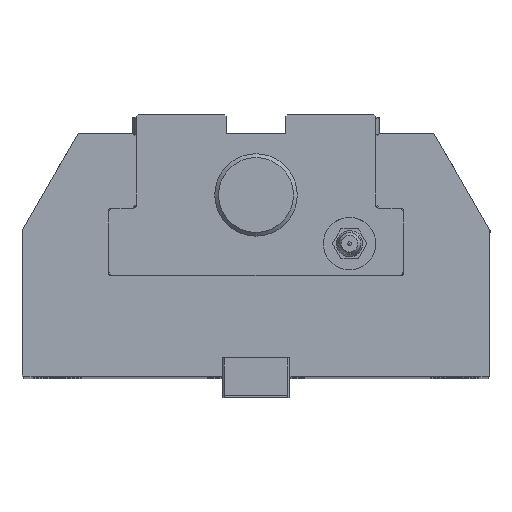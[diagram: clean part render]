
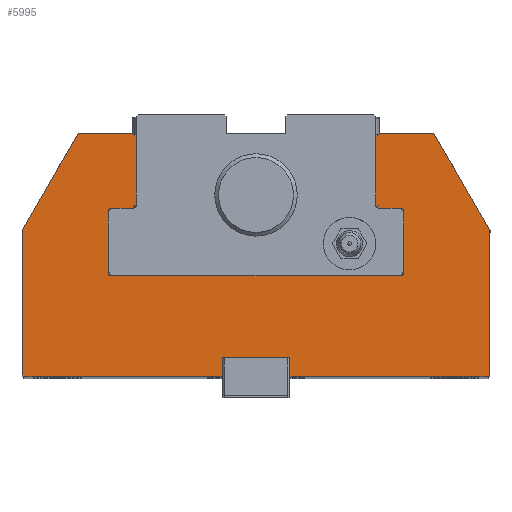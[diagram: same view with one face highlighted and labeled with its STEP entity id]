
A CAD part, top view. The second image highlights one B-rep face of the part: STEP entity #5995.
In plain terms, the highlighted planar face has unit normal (0, 0, 1).
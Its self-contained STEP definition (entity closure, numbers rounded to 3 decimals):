
#196=PLANE('',#6561);
#493=FACE_OUTER_BOUND('',#821,.T.);
#821=EDGE_LOOP('',(#4606,#4607,#4608,#4609,#4610,#4611,#4612,#4613,#4614,
#4615,#4616,#4617,#4618,#4619,#4620,#4621,#4622,#4623,#4624,#4625,#4626,
#4627,#4628,#4629,#4630,#4631,#4632,#4633,#4634,#4635));
#1114=LINE('',#9059,#1706);
#1123=LINE('',#9078,#1715);
#1133=LINE('',#9099,#1725);
#1214=LINE('',#9330,#1806);
#1223=LINE('',#9349,#1815);
#1226=LINE('',#9355,#1818);
#1229=LINE('',#9361,#1821);
#1232=LINE('',#9369,#1824);
#1242=LINE('',#9406,#1834);
#1245=LINE('',#9412,#1837);
#1248=LINE('',#9418,#1840);
#1251=LINE('',#9424,#1843);
#1267=LINE('',#9463,#1859);
#1271=LINE('',#9469,#1863);
#1278=LINE('',#9489,#1870);
#1282=LINE('',#9501,#1874);
#1285=LINE('',#9508,#1877);
#1289=LINE('',#9514,#1881);
#1297=LINE('',#9530,#1889);
#1316=LINE('',#9586,#1908);
#1334=LINE('',#9638,#1926);
#1335=LINE('',#9642,#1927);
#1336=LINE('',#9643,#1928);
#1337=LINE('',#9645,#1929);
#1338=LINE('',#9647,#1930);
#1339=LINE('',#9648,#1931);
#1706=VECTOR('',#7220,1000.);
#1715=VECTOR('',#7233,1000.);
#1725=VECTOR('',#7249,1000.);
#1806=VECTOR('',#7406,1000.);
#1815=VECTOR('',#7419,1000.);
#1818=VECTOR('',#7424,1000.);
#1821=VECTOR('',#7429,1000.);
#1824=VECTOR('',#7436,1000.);
#1834=VECTOR('',#7462,1000.);
#1837=VECTOR('',#7467,1000.);
#1840=VECTOR('',#7472,1000.);
#1843=VECTOR('',#7477,1000.);
#1859=VECTOR('',#7515,1000.);
#1863=VECTOR('',#7521,1000.);
#1870=VECTOR('',#7540,1000.);
#1874=VECTOR('',#7548,1000.);
#1877=VECTOR('',#7553,1000.);
#1881=VECTOR('',#7559,1000.);
#1889=VECTOR('',#7575,1000.);
#1908=VECTOR('',#7614,1000.);
#1926=VECTOR('',#7658,1000.);
#1927=VECTOR('',#7661,1000.);
#1928=VECTOR('',#7662,1000.);
#1929=VECTOR('',#7663,1000.);
#1930=VECTOR('',#7664,1000.);
#1931=VECTOR('',#7665,1000.);
#2337=CIRCLE('',#6455,0.8);
#2358=CIRCLE('',#6507,0.8);
#2364=CIRCLE('',#6545,0.8);
#2366=CIRCLE('',#6549,0.8);
#2637=VERTEX_POINT('',#9056);
#2638=VERTEX_POINT('',#9058);
#2645=VERTEX_POINT('',#9075);
#2646=VERTEX_POINT('',#9077);
#2651=VERTEX_POINT('',#9089);
#2654=VERTEX_POINT('',#9097);
#2733=VERTEX_POINT('',#9327);
#2734=VERTEX_POINT('',#9329);
#2739=VERTEX_POINT('',#9342);
#2742=VERTEX_POINT('',#9347);
#2744=VERTEX_POINT('',#9353);
#2746=VERTEX_POINT('',#9359);
#2749=VERTEX_POINT('',#9367);
#2756=VERTEX_POINT('',#9398);
#2758=VERTEX_POINT('',#9404);
#2760=VERTEX_POINT('',#9410);
#2762=VERTEX_POINT('',#9416);
#2764=VERTEX_POINT('',#9422);
#2776=VERTEX_POINT('',#9462);
#2777=VERTEX_POINT('',#9467);
#2784=VERTEX_POINT('',#9487);
#2789=VERTEX_POINT('',#9498);
#2790=VERTEX_POINT('',#9500);
#2793=VERTEX_POINT('',#9506);
#2811=VERTEX_POINT('',#9575);
#2815=VERTEX_POINT('',#9584);
#2825=VERTEX_POINT('',#9640);
#2826=VERTEX_POINT('',#9641);
#2827=VERTEX_POINT('',#9644);
#2828=VERTEX_POINT('',#9646);
#3273=EDGE_CURVE('',#2638,#2637,#1114,.T.);
#3283=EDGE_CURVE('',#2646,#2645,#1123,.T.);
#3290=EDGE_CURVE('',#2645,#2651,#2337,.T.);
#3294=EDGE_CURVE('',#2651,#2654,#1133,.T.);
#3394=EDGE_CURVE('',#2734,#2733,#1214,.T.);
#3404=EDGE_CURVE('',#2739,#2742,#1223,.T.);
#3407=EDGE_CURVE('',#2742,#2744,#1226,.T.);
#3410=EDGE_CURVE('',#2744,#2746,#1229,.T.);
#3414=EDGE_CURVE('',#2746,#2749,#1232,.T.);
#3425=EDGE_CURVE('',#2654,#2756,#2358,.T.);
#3428=EDGE_CURVE('',#2756,#2758,#1242,.T.);
#3431=EDGE_CURVE('',#2758,#2760,#1245,.T.);
#3434=EDGE_CURVE('',#2760,#2762,#1248,.T.);
#3437=EDGE_CURVE('',#2762,#2764,#1251,.T.);
#3458=EDGE_CURVE('',#2776,#2638,#1267,.T.);
#3462=EDGE_CURVE('',#2733,#2777,#1271,.T.);
#3472=EDGE_CURVE('',#2637,#2784,#1278,.T.);
#3477=EDGE_CURVE('',#2790,#2789,#1282,.T.);
#3481=EDGE_CURVE('',#2784,#2793,#1285,.T.);
#3485=EDGE_CURVE('',#2789,#2734,#1289,.T.);
#3494=EDGE_CURVE('',#2777,#2739,#1297,.T.);
#3514=EDGE_CURVE('',#2749,#2811,#2364,.T.);
#3518=EDGE_CURVE('',#2811,#2815,#1316,.T.);
#3521=EDGE_CURVE('',#2815,#2646,#2366,.T.);
#3543=EDGE_CURVE('',#2764,#2776,#1334,.T.);
#3544=EDGE_CURVE('',#2825,#2826,#1335,.T.);
#3545=EDGE_CURVE('',#2825,#2790,#1336,.T.);
#3546=EDGE_CURVE('',#2793,#2827,#1337,.T.);
#3547=EDGE_CURVE('',#2828,#2827,#1338,.T.);
#3548=EDGE_CURVE('',#2828,#2826,#1339,.T.);
#4606=ORIENTED_EDGE('',*,*,#3544,.F.);
#4607=ORIENTED_EDGE('',*,*,#3545,.T.);
#4608=ORIENTED_EDGE('',*,*,#3477,.T.);
#4609=ORIENTED_EDGE('',*,*,#3485,.T.);
#4610=ORIENTED_EDGE('',*,*,#3394,.T.);
#4611=ORIENTED_EDGE('',*,*,#3462,.T.);
#4612=ORIENTED_EDGE('',*,*,#3494,.T.);
#4613=ORIENTED_EDGE('',*,*,#3404,.T.);
#4614=ORIENTED_EDGE('',*,*,#3407,.T.);
#4615=ORIENTED_EDGE('',*,*,#3410,.T.);
#4616=ORIENTED_EDGE('',*,*,#3414,.T.);
#4617=ORIENTED_EDGE('',*,*,#3514,.T.);
#4618=ORIENTED_EDGE('',*,*,#3518,.T.);
#4619=ORIENTED_EDGE('',*,*,#3521,.T.);
#4620=ORIENTED_EDGE('',*,*,#3283,.T.);
#4621=ORIENTED_EDGE('',*,*,#3290,.T.);
#4622=ORIENTED_EDGE('',*,*,#3294,.T.);
#4623=ORIENTED_EDGE('',*,*,#3425,.T.);
#4624=ORIENTED_EDGE('',*,*,#3428,.T.);
#4625=ORIENTED_EDGE('',*,*,#3431,.T.);
#4626=ORIENTED_EDGE('',*,*,#3434,.T.);
#4627=ORIENTED_EDGE('',*,*,#3437,.T.);
#4628=ORIENTED_EDGE('',*,*,#3543,.T.);
#4629=ORIENTED_EDGE('',*,*,#3458,.T.);
#4630=ORIENTED_EDGE('',*,*,#3273,.T.);
#4631=ORIENTED_EDGE('',*,*,#3472,.T.);
#4632=ORIENTED_EDGE('',*,*,#3481,.T.);
#4633=ORIENTED_EDGE('',*,*,#3546,.T.);
#4634=ORIENTED_EDGE('',*,*,#3547,.F.);
#4635=ORIENTED_EDGE('',*,*,#3548,.T.);
#5995=ADVANCED_FACE('',(#493),#196,.T.);
#6455=AXIS2_PLACEMENT_3D('',#9091,#7242,#7243);
#6507=AXIS2_PLACEMENT_3D('',#9400,#7456,#7457);
#6545=AXIS2_PLACEMENT_3D('',#9577,#7606,#7607);
#6549=AXIS2_PLACEMENT_3D('',#9601,#7618,#7619);
#6561=AXIS2_PLACEMENT_3D('',#9639,#7659,#7660);
#7220=DIRECTION('',(0.,-1.,0.));
#7233=DIRECTION('',(-1.,0.,0.));
#7242=DIRECTION('center_axis',(0.,0.,-1.));
#7243=DIRECTION('ref_axis',(1.,0.,0.));
#7249=DIRECTION('',(0.,1.,0.));
#7406=DIRECTION('',(0.,1.,0.));
#7419=DIRECTION('',(-0.707,-0.707,0.));
#7424=DIRECTION('',(0.,-1.,0.));
#7429=DIRECTION('',(0.707,-0.707,0.));
#7436=DIRECTION('',(1.,0.,0.));
#7456=DIRECTION('center_axis',(0.,0.,-1.));
#7457=DIRECTION('ref_axis',(1.,0.,0.));
#7462=DIRECTION('',(1.,0.,0.));
#7467=DIRECTION('',(0.707,0.707,0.));
#7472=DIRECTION('',(0.,1.,0.));
#7477=DIRECTION('',(-0.707,0.707,0.));
#7515=DIRECTION('',(-0.5,-0.866,0.));
#7521=DIRECTION('',(-0.5,0.866,0.));
#7540=DIRECTION('',(0.707,-0.707,0.));
#7548=DIRECTION('',(1.,0.,0.));
#7553=DIRECTION('',(1.,0.,0.));
#7559=DIRECTION('',(0.707,0.707,0.));
#7575=DIRECTION('',(-1.,0.,0.));
#7606=DIRECTION('center_axis',(0.,0.,-1.));
#7607=DIRECTION('ref_axis',(1.,0.,0.));
#7614=DIRECTION('',(0.,-1.,0.));
#7618=DIRECTION('center_axis',(0.,0.,-1.));
#7619=DIRECTION('ref_axis',(1.,0.,0.));
#7658=DIRECTION('',(-1.,0.,0.));
#7659=DIRECTION('center_axis',(0.,0.,1.));
#7660=DIRECTION('ref_axis',(1.,0.,0.));
#7661=DIRECTION('',(0.,1.,0.));
#7662=DIRECTION('',(0.707,-0.707,0.));
#7663=DIRECTION('',(0.707,0.707,0.));
#7664=DIRECTION('',(0.,-1.,0.));
#7665=DIRECTION('',(1.,0.,0.));
#9056=CARTESIAN_POINT('',(-62.5,0.53,165.));
#9058=CARTESIAN_POINT('',(-62.5,39.019,165.));
#9059=CARTESIAN_POINT('',(-62.5,39.019,165.));
#9075=CARTESIAN_POINT('',(-38.7,27.,165.));
#9077=CARTESIAN_POINT('',(38.7,27.,165.));
#9078=CARTESIAN_POINT('',(-38.7,27.,165.));
#9089=CARTESIAN_POINT('',(-39.5,27.8,165.));
#9091=CARTESIAN_POINT('Origin',(-38.7,27.8,165.));
#9097=CARTESIAN_POINT('',(-39.5,44.2,165.));
#9099=CARTESIAN_POINT('',(-39.5,44.2,165.));
#9327=CARTESIAN_POINT('',(62.5,39.019,165.));
#9329=CARTESIAN_POINT('',(62.5,0.53,165.));
#9330=CARTESIAN_POINT('',(62.5,39.019,165.));
#9342=CARTESIAN_POINT('',(33.,65.,165.));
#9347=CARTESIAN_POINT('',(32.,64.,165.));
#9349=CARTESIAN_POINT('',(32.,64.,165.));
#9353=CARTESIAN_POINT('',(32.,46.,165.));
#9355=CARTESIAN_POINT('',(32.,64.,165.));
#9359=CARTESIAN_POINT('',(33.,45.,165.));
#9361=CARTESIAN_POINT('',(33.,45.,165.));
#9367=CARTESIAN_POINT('',(38.7,45.,165.));
#9369=CARTESIAN_POINT('',(33.,45.,165.));
#9398=CARTESIAN_POINT('',(-38.7,45.,165.));
#9400=CARTESIAN_POINT('Origin',(-38.7,44.2,165.));
#9404=CARTESIAN_POINT('',(-33.,45.,165.));
#9406=CARTESIAN_POINT('',(-38.7,45.,165.));
#9410=CARTESIAN_POINT('',(-32.,46.,165.));
#9412=CARTESIAN_POINT('',(-33.,45.,165.));
#9416=CARTESIAN_POINT('',(-32.,64.,165.));
#9418=CARTESIAN_POINT('',(-32.,64.,165.));
#9422=CARTESIAN_POINT('',(-33.,65.,165.));
#9424=CARTESIAN_POINT('',(-32.,64.,165.));
#9462=CARTESIAN_POINT('',(-47.5,65.,165.));
#9463=CARTESIAN_POINT('',(-47.5,65.,165.));
#9467=CARTESIAN_POINT('',(47.5,65.,165.));
#9469=CARTESIAN_POINT('',(47.5,65.,165.));
#9487=CARTESIAN_POINT('',(-61.97,0.,165.));
#9489=CARTESIAN_POINT('',(-61.97,0.,165.));
#9498=CARTESIAN_POINT('',(61.97,0.,165.));
#9500=CARTESIAN_POINT('',(9.5,0.,165.));
#9501=CARTESIAN_POINT('',(-61.97,0.,165.));
#9506=CARTESIAN_POINT('',(-9.5,0.,165.));
#9508=CARTESIAN_POINT('',(-61.97,0.,165.));
#9514=CARTESIAN_POINT('',(61.97,0.,165.));
#9530=CARTESIAN_POINT('',(33.,65.,165.));
#9575=CARTESIAN_POINT('',(39.5,44.2,165.));
#9577=CARTESIAN_POINT('Origin',(38.7,44.2,165.));
#9584=CARTESIAN_POINT('',(39.5,27.8,165.));
#9586=CARTESIAN_POINT('',(39.5,44.2,165.));
#9601=CARTESIAN_POINT('Origin',(38.7,27.8,165.));
#9638=CARTESIAN_POINT('',(-47.5,65.,165.));
#9639=CARTESIAN_POINT('Origin',(38.7,44.2,165.));
#9640=CARTESIAN_POINT('',(9.,0.5,165.));
#9641=CARTESIAN_POINT('',(9.,5.,165.));
#9642=CARTESIAN_POINT('',(9.,44.2,165.));
#9643=CARTESIAN_POINT('',(2.,7.5,165.));
#9644=CARTESIAN_POINT('',(-9.,0.5,165.));
#9645=CARTESIAN_POINT('',(36.7,46.2,165.));
#9646=CARTESIAN_POINT('',(-9.,5.,165.));
#9647=CARTESIAN_POINT('',(-9.,44.2,165.));
#9648=CARTESIAN_POINT('',(38.7,5.,165.));
